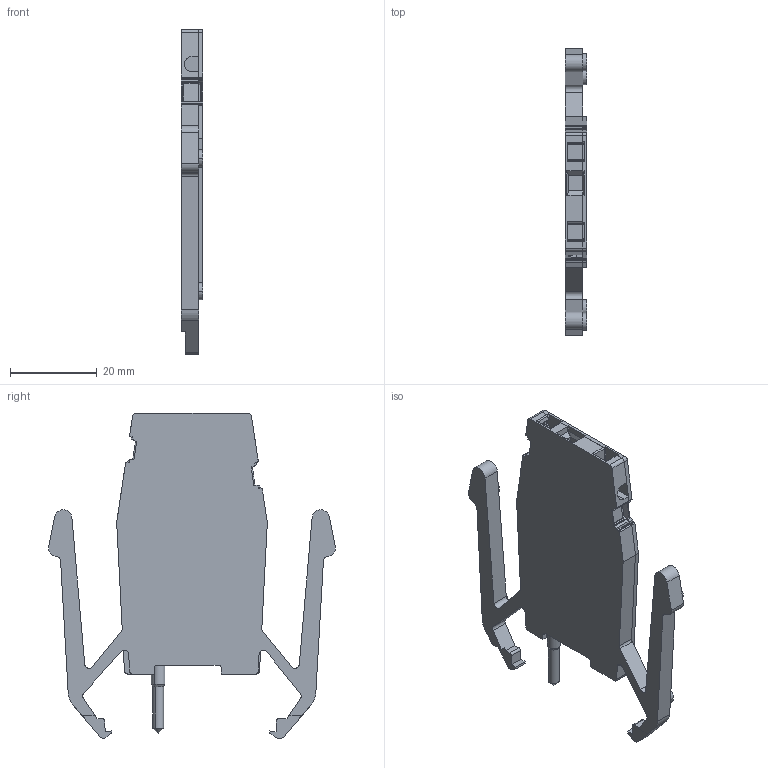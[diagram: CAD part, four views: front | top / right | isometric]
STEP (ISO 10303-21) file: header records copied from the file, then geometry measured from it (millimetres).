
FILE_DESCRIPTION(('CATIA V5 STEP Exchange','CAx-IF Rec.Pracs.--- Model Styling and Organization---1.4--- 2014-01-23'),'2;1');
FILE_NAME ('D1453913_0', '2020-06-09T05:02:47+00:00', ('none'), ('Weidmueller'), 'CATIA Version 5-6 Release 2016 SP3 HF44', 'CATIA V5 STEP AP214', 'none');
FILE_SCHEMA(('AUTOMOTIVE_DESIGN { 1 0 10303 214 1 1 1 1 }'));
Length unit declared in the file: millimetre
Products named in the file (1): 1632290000_WTA_1_WDU1-5
Bounding box: 5 x 66.1 x 74.87 mm (x, y, z)
Volume: 10708.1 mm3; surface area: 11254.4 mm2
Topology: 3 solids, 3 shells, 388 faces, 1082 edges, 718 vertices
Faces by surface type: plane 226, cylinder 158, cone 4
Entity records: 12077 total; most frequent: CARTESIAN_POINT 2390, ORIENTED_EDGE 2160, DIRECTION 1690, EDGE_CURVE 1080, VECTOR 748, LINE 748, VERTEX_POINT 718, AXIS2_PLACEMENT_3D 620
